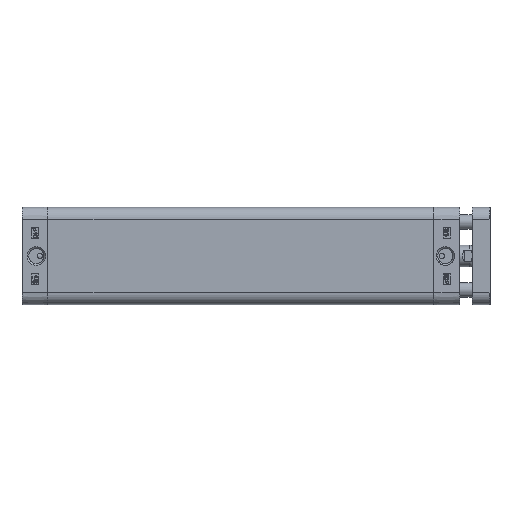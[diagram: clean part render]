
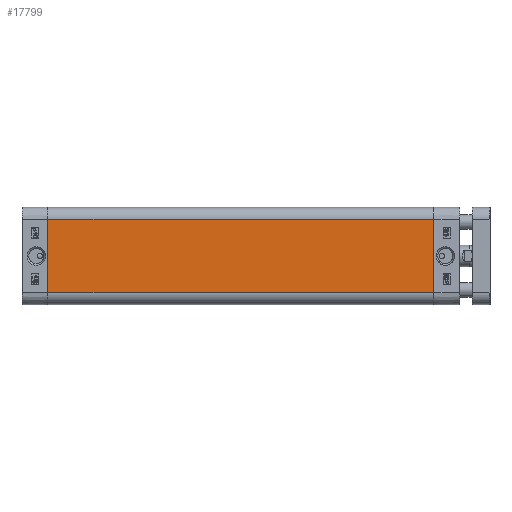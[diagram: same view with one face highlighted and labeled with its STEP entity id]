
A CAD part, left-side view. The second image highlights one B-rep face of the part: STEP entity #17799.
In plain terms, the highlighted planar face has unit normal (-1, 0, 0).
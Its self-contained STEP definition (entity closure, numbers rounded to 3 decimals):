
#14834=CARTESIAN_POINT('',(-27.25,-216.0,20.5));
#14835=VERTEX_POINT('',#14834);
#14843=CARTESIAN_POINT('',(-27.25,-216.0,-20.5));
#14844=VERTEX_POINT('',#14843);
#14845=CARTESIAN_POINT('',(-27.25,-216.0,-20.5));
#14846=DIRECTION('',(0.0,0.0,1.0));
#14847=VECTOR('',#14846,41.);
#14848=LINE('',#14845,#14847);
#14849=EDGE_CURVE('',#14844,#14835,#14848,.T.);
#17757=CARTESIAN_POINT('',(-27.25,0.0,-20.5));
#17758=VERTEX_POINT('',#17757);
#17759=CARTESIAN_POINT('',(-27.25,0.0,-20.5));
#17760=DIRECTION('',(0.0,-1.0,0.0));
#17761=VECTOR('',#17760,216.0);
#17762=LINE('',#17759,#17761);
#17763=EDGE_CURVE('',#17758,#14844,#17762,.T.);
#17776=CARTESIAN_POINT('',(-27.25,0.0,-20.5));
#17777=DIRECTION('',(-1.0,0.0,0.0));
#17778=DIRECTION('',(0.0,0.0,1.0));
#17779=AXIS2_PLACEMENT_3D('',#17776,#17777,#17778);
#17780=PLANE('',#17779);
#17781=ORIENTED_EDGE('',*,*,#14849,.T.);
#17782=CARTESIAN_POINT('',(-27.25,0.0,20.5));
#17783=VERTEX_POINT('',#17782);
#17784=CARTESIAN_POINT('',(-27.25,0.0,20.5));
#17785=DIRECTION('',(0.0,-1.0,0.0));
#17786=VECTOR('',#17785,216.0);
#17787=LINE('',#17784,#17786);
#17788=EDGE_CURVE('',#17783,#14835,#17787,.T.);
#17789=ORIENTED_EDGE('',*,*,#17788,.F.);
#17790=CARTESIAN_POINT('',(-27.25,0.0,-20.5));
#17791=DIRECTION('',(0.0,0.0,1.0));
#17792=VECTOR('',#17791,41.0);
#17793=LINE('',#17790,#17792);
#17794=EDGE_CURVE('',#17758,#17783,#17793,.T.);
#17795=ORIENTED_EDGE('',*,*,#17794,.F.);
#17796=ORIENTED_EDGE('',*,*,#17763,.T.);
#17797=EDGE_LOOP('',(#17781,#17789,#17795,#17796));
#17798=FACE_OUTER_BOUND('',#17797,.T.);
#17799=ADVANCED_FACE('',(#17798),#17780,.T.);
